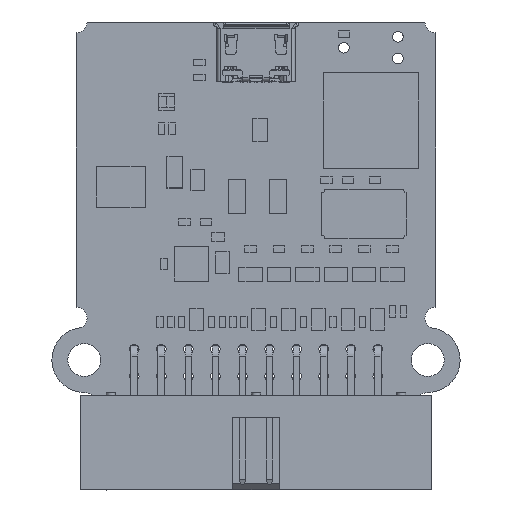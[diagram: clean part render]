
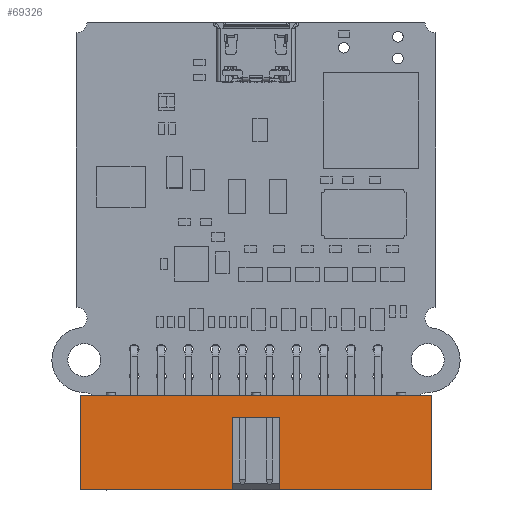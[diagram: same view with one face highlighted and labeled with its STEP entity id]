
A CAD part, top view. The second image highlights one B-rep face of the part: STEP entity #69326.
In plain terms, the highlighted planar face has unit normal (0, 0, 1).
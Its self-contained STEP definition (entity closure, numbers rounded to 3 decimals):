
#69326 = ADVANCED_FACE('',(#69327),#69393,.F.);
#69327 = FACE_BOUND('',#69328,.T.);
#69328 = EDGE_LOOP('',(#69329,#69339,#69347,#69355,#69363,#69371,#69379,
    #69387));
#69329 = ORIENTED_EDGE('',*,*,#69330,.F.);
#69330 = EDGE_CURVE('',#69331,#69333,#69335,.T.);
#69331 = VERTEX_POINT('',#69332);
#69332 = CARTESIAN_POINT('',(14.641,8.302,
    9.125));
#69333 = VERTEX_POINT('',#69334);
#69334 = CARTESIAN_POINT('',(14.641,1.502,
    9.125));
#69335 = LINE('',#69336,#69337);
#69336 = CARTESIAN_POINT('',(14.641,8.302,
    9.125));
#69337 = VECTOR('',#69338,1.);
#69338 = DIRECTION('',(0.,-1.,0.));
#69339 = ORIENTED_EDGE('',*,*,#69340,.T.);
#69340 = EDGE_CURVE('',#69331,#69341,#69343,.T.);
#69341 = VERTEX_POINT('',#69342);
#69342 = CARTESIAN_POINT('',(19.141,8.302,
    9.125));
#69343 = LINE('',#69344,#69345);
#69344 = CARTESIAN_POINT('',(14.641,8.302,
    9.125));
#69345 = VECTOR('',#69346,1.);
#69346 = DIRECTION('',(1.,0.,0.));
#69347 = ORIENTED_EDGE('',*,*,#69348,.T.);
#69348 = EDGE_CURVE('',#69341,#69349,#69351,.T.);
#69349 = VERTEX_POINT('',#69350);
#69350 = CARTESIAN_POINT('',(19.141,1.502,
    9.125));
#69351 = LINE('',#69352,#69353);
#69352 = CARTESIAN_POINT('',(19.141,8.302,
    9.125));
#69353 = VECTOR('',#69354,1.);
#69354 = DIRECTION('',(0.,-1.,0.));
#69355 = ORIENTED_EDGE('',*,*,#69356,.F.);
#69356 = EDGE_CURVE('',#69357,#69349,#69359,.T.);
#69357 = VERTEX_POINT('',#69358);
#69358 = CARTESIAN_POINT('',(33.421,1.502,
    9.125));
#69359 = LINE('',#69360,#69361);
#69360 = CARTESIAN_POINT('',(33.421,1.502,
    9.125));
#69361 = VECTOR('',#69362,1.);
#69362 = DIRECTION('',(-1.,0.,0.));
#69363 = ORIENTED_EDGE('',*,*,#69364,.F.);
#69364 = EDGE_CURVE('',#69365,#69357,#69367,.T.);
#69365 = VERTEX_POINT('',#69366);
#69366 = CARTESIAN_POINT('',(33.421,10.352,
    9.125));
#69367 = LINE('',#69368,#69369);
#69368 = CARTESIAN_POINT('',(33.421,10.352,
    9.125));
#69369 = VECTOR('',#69370,1.);
#69370 = DIRECTION('',(0.,-1.,0.));
#69371 = ORIENTED_EDGE('',*,*,#69372,.F.);
#69372 = EDGE_CURVE('',#69373,#69365,#69375,.T.);
#69373 = VERTEX_POINT('',#69374);
#69374 = CARTESIAN_POINT('',(0.361,10.352,
    9.125));
#69375 = LINE('',#69376,#69377);
#69376 = CARTESIAN_POINT('',(0.361,10.352,
    9.125));
#69377 = VECTOR('',#69378,1.);
#69378 = DIRECTION('',(1.,0.,0.));
#69379 = ORIENTED_EDGE('',*,*,#69380,.F.);
#69380 = EDGE_CURVE('',#69381,#69373,#69383,.T.);
#69381 = VERTEX_POINT('',#69382);
#69382 = CARTESIAN_POINT('',(0.361,1.502,9.125
    ));
#69383 = LINE('',#69384,#69385);
#69384 = CARTESIAN_POINT('',(0.361,1.502,9.125
    ));
#69385 = VECTOR('',#69386,1.);
#69386 = DIRECTION('',(0.,1.,0.));
#69387 = ORIENTED_EDGE('',*,*,#69388,.F.);
#69388 = EDGE_CURVE('',#69333,#69381,#69389,.T.);
#69389 = LINE('',#69390,#69391);
#69390 = CARTESIAN_POINT('',(33.421,1.502,
    9.125));
#69391 = VECTOR('',#69392,1.);
#69392 = DIRECTION('',(-1.,0.,0.));
#69393 = PLANE('',#69394);
#69394 = AXIS2_PLACEMENT_3D('',#69395,#69396,#69397);
#69395 = CARTESIAN_POINT('',(16.891,5.927,
    9.125));
#69396 = DIRECTION('',(0.,0.,-1.));
#69397 = DIRECTION('',(0.,-1.,0.));
